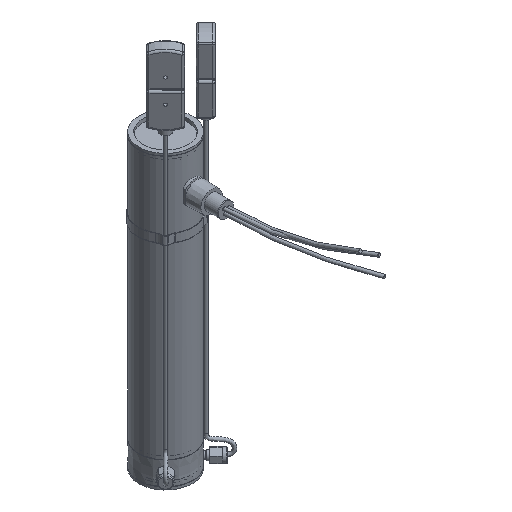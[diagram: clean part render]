
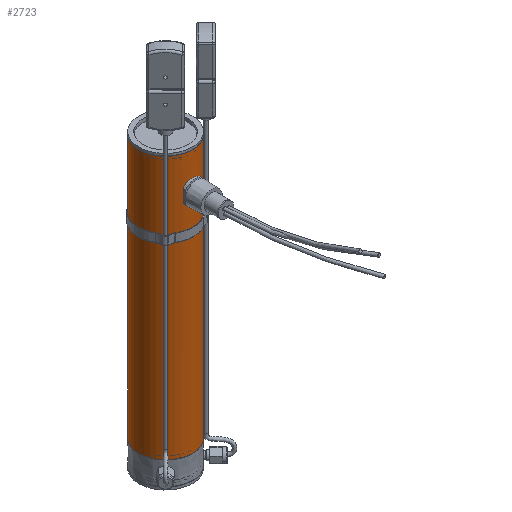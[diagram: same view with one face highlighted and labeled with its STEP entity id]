
A CAD part, isometric view. The second image highlights one B-rep face of the part: STEP entity #2723.
In plain terms, the highlighted cylindrical face has radius 25.4 mm (diameter 50.8 mm), a full revolution.
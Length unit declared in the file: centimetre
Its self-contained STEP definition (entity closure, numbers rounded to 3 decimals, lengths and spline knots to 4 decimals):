
#806=CIRCLE('',#2914,2.54);
#807=CIRCLE('',#2915,2.54);
#1003=VERTEX_POINT('',#4281);
#1004=VERTEX_POINT('',#4284);
#1005=VERTEX_POINT('',#4286);
#1219=B_SPLINE_CURVE_WITH_KNOTS('',3,(#4247,#4248,#4249,#4250,#4251,#4252,
#4253,#4254,#4255,#4256,#4257,#4258,#4259,#4260,#4261,#4262,#4263,#4264,
#4265,#4266,#4267,#4268,#4269,#4270,#4271,#4272,#4273,#4274,#4275,#4276,
#4277,#4278,#4279,#4280),.UNSPECIFIED.,.T.,.U.,(4,2,2,2,2,2,2,2,2,2,2,2,
2,2,2,2,4),(0.,0.2695,0.539,0.8084,1.0778,
1.3473,1.6167,1.8862,2.1557,2.4252,
2.6947,2.9641,3.2335,3.503,3.7724,
4.0419,4.3114),.UNSPECIFIED.);
#1230=EDGE_CURVE('',#1003,#1003,#1219,.T.);
#1231=EDGE_CURVE('',#1004,#1004,#806,.T.);
#1232=EDGE_CURVE('',#1005,#1005,#807,.T.);
#1532=ORIENTED_EDGE('',*,*,#1230,.T.);
#1533=ORIENTED_EDGE('',*,*,#1231,.T.);
#1534=ORIENTED_EDGE('',*,*,#1232,.T.);
#2134=EDGE_LOOP('',(#1532));
#2135=EDGE_LOOP('',(#1533));
#2136=EDGE_LOOP('',(#1534));
#2429=FACE_BOUND('',#2134,.T.);
#2430=FACE_BOUND('',#2135,.T.);
#2431=FACE_BOUND('',#2136,.T.);
#2723=ADVANCED_FACE('',(#2429,#2430,#2431),#5661,.T.);
#2913=AXIS2_PLACEMENT_3D('',#4282,#3341,#3342);
#2914=AXIS2_PLACEMENT_3D('',#4283,#3343,#3344);
#2915=AXIS2_PLACEMENT_3D('',#4285,#3345,#3346);
#3341=DIRECTION('',(0.,0.,1.));
#3342=DIRECTION('',(2.54,0.,0.));
#3343=DIRECTION('',(0.,0.,-1.));
#3344=DIRECTION('',(2.54,0.,0.));
#3345=DIRECTION('',(0.,0.,1.));
#3346=DIRECTION('',(2.54,0.,0.));
#4247=CARTESIAN_POINT('',(-0.7112,2.4384,3.3274));
#4248=CARTESIAN_POINT('',(-0.7112,2.4384,3.2376));
#4249=CARTESIAN_POINT('',(-0.6931,2.4439,3.1421));
#4250=CARTESIAN_POINT('',(-0.6204,2.4633,2.967));
#4251=CARTESIAN_POINT('',(-0.5658,2.477,2.8874));
#4252=CARTESIAN_POINT('',(-0.44,2.5024,2.7616));
#4253=CARTESIAN_POINT('',(-0.3604,2.5158,2.707));
#4254=CARTESIAN_POINT('',(-0.1853,2.5348,2.6342));
#4255=CARTESIAN_POINT('',(-0.0898,2.54,2.6162));
#4256=CARTESIAN_POINT('',(0.0898,2.54,2.6162));
#4257=CARTESIAN_POINT('',(0.1853,2.5348,2.6342));
#4258=CARTESIAN_POINT('',(0.3604,2.5158,2.707));
#4259=CARTESIAN_POINT('',(0.44,2.5024,2.7616));
#4260=CARTESIAN_POINT('',(0.5658,2.477,2.8874));
#4261=CARTESIAN_POINT('',(0.6204,2.4633,2.967));
#4262=CARTESIAN_POINT('',(0.6931,2.4439,3.1421));
#4263=CARTESIAN_POINT('',(0.7112,2.4384,3.2376));
#4264=CARTESIAN_POINT('',(0.7112,2.4384,3.4172));
#4265=CARTESIAN_POINT('',(0.6931,2.4439,3.5127));
#4266=CARTESIAN_POINT('',(0.6204,2.4633,3.6878));
#4267=CARTESIAN_POINT('',(0.5658,2.477,3.7674));
#4268=CARTESIAN_POINT('',(0.44,2.5024,3.8932));
#4269=CARTESIAN_POINT('',(0.3604,2.5158,3.9478));
#4270=CARTESIAN_POINT('',(0.1853,2.5348,4.0206));
#4271=CARTESIAN_POINT('',(0.0898,2.54,4.0386));
#4272=CARTESIAN_POINT('',(-0.0898,2.54,4.0386));
#4273=CARTESIAN_POINT('',(-0.1853,2.5348,4.0206));
#4274=CARTESIAN_POINT('',(-0.3604,2.5158,3.9478));
#4275=CARTESIAN_POINT('',(-0.44,2.5024,3.8932));
#4276=CARTESIAN_POINT('',(-0.5658,2.477,3.7674));
#4277=CARTESIAN_POINT('',(-0.6204,2.4633,3.6878));
#4278=CARTESIAN_POINT('',(-0.6931,2.4439,3.5127));
#4279=CARTESIAN_POINT('',(-0.7112,2.4384,3.4172));
#4280=CARTESIAN_POINT('',(-0.7112,2.4384,3.3274));
#4281=CARTESIAN_POINT('',(-0.7112,2.4384,3.3274));
#4282=CARTESIAN_POINT('',(0.,0.,0.));
#4283=CARTESIAN_POINT('',(0.,0.,24.9174));
#4284=CARTESIAN_POINT('',(2.54,0.,24.9174));
#4285=CARTESIAN_POINT('',(0.,0.,0.));
#4286=CARTESIAN_POINT('',(2.54,0.,0.));
#5661=CYLINDRICAL_SURFACE('',#2913,2.54);
